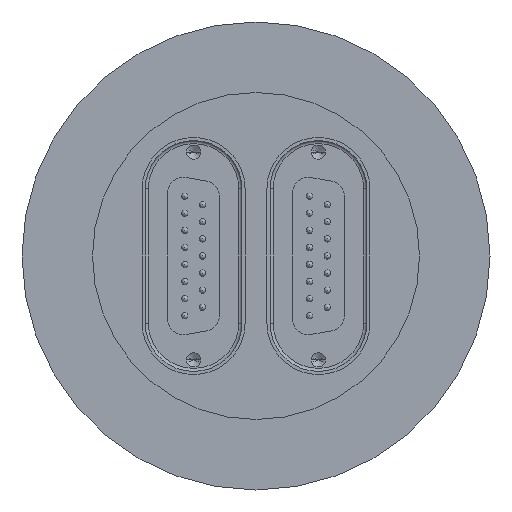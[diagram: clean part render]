
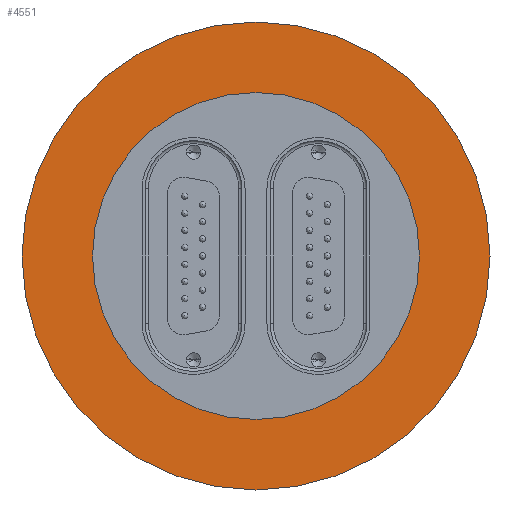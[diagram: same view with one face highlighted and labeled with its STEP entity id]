
A CAD part, left-side view. The second image highlights one B-rep face of the part: STEP entity #4551.
In plain terms, the highlighted planar face has unit normal (-1, 0, 0).
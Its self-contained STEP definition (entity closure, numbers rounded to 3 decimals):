
#40 = CARTESIAN_POINT ( 'NONE',  ( 0., 0., 0. ) ) ;
#99 = DIRECTION ( 'NONE',  ( -1., 0., 0. ) ) ;
#405 = CARTESIAN_POINT ( 'NONE',  ( 0., 0., 0. ) ) ;
#422 = EDGE_CURVE ( 'NONE', #3517, #3841, #9948, .T. ) ;
#791 = DIRECTION ( 'NONE',  ( 1., 0., 0. ) ) ;
#1115 = CARTESIAN_POINT ( 'NONE',  ( 0., 0., 0. ) ) ;
#1233 = CIRCLE ( 'NONE', #3623, 37.5 ) ;
#1658 = CARTESIAN_POINT ( 'NONE',  ( 0., 0., -37.5 ) ) ;
#1999 = CARTESIAN_POINT ( 'NONE',  ( 0., 0., -37.5 ) ) ;
#2026 = EDGE_LOOP ( 'NONE', ( #8290, #8608 ) ) ;
#2032 = VERTEX_POINT ( 'NONE', #4058 ) ;
#2444 = AXIS2_PLACEMENT_3D ( 'NONE', #405, #2885, #6371 ) ;
#2470 = CIRCLE ( 'NONE', #8864, 37.5 ) ;
#2583 = DIRECTION ( 'NONE',  ( 0., 0., 1. ) ) ;
#2587 = ORIENTED_EDGE ( 'NONE', *, *, #2603, .T. ) ;
#2603 = EDGE_CURVE ( 'NONE', #8480, #2032, #1233, .T. ) ;
#2800 = EDGE_CURVE ( 'NONE', #3841, #3517, #10776, .T. ) ;
#2885 = DIRECTION ( 'NONE',  ( -1., 0., 0. ) ) ;
#3496 = CARTESIAN_POINT ( 'NONE',  ( 0., 0., 0. ) ) ;
#3517 = VERTEX_POINT ( 'NONE', #5436 ) ;
#3623 = AXIS2_PLACEMENT_3D ( 'NONE', #1115, #99, #9913 ) ;
#3825 = AXIS2_PLACEMENT_3D ( 'NONE', #40, #9868, #5330 ) ;
#3841 = VERTEX_POINT ( 'NONE', #7258 ) ;
#4058 = CARTESIAN_POINT ( 'NONE',  ( 0., 0., 37.5 ) ) ;
#4551 = ADVANCED_FACE ( 'NONE', ( #8599, #8647 ), #10328, .F. ) ;
#5008 = AXIS2_PLACEMENT_3D ( 'NONE', #1658, #791, #11283 ) ;
#5330 = DIRECTION ( 'NONE',  ( 0., 0., 1. ) ) ;
#5435 = ORIENTED_EDGE ( 'NONE', *, *, #6167, .T. ) ;
#5436 = CARTESIAN_POINT ( 'NONE',  ( 0., 0., 26.2 ) ) ;
#6167 = EDGE_CURVE ( 'NONE', #2032, #8480, #2470, .T. ) ;
#6371 = DIRECTION ( 'NONE',  ( 0., 0., 1. ) ) ;
#7258 = CARTESIAN_POINT ( 'NONE',  ( 0., 0., -26.2 ) ) ;
#8290 = ORIENTED_EDGE ( 'NONE', *, *, #422, .F. ) ;
#8480 = VERTEX_POINT ( 'NONE', #1999 ) ;
#8599 = FACE_BOUND ( 'NONE', #2026, .T. ) ;
#8608 = ORIENTED_EDGE ( 'NONE', *, *, #2800, .F. ) ;
#8647 = FACE_OUTER_BOUND ( 'NONE', #10772, .T. ) ;
#8864 = AXIS2_PLACEMENT_3D ( 'NONE', #3496, #10435, #2583 ) ;
#9868 = DIRECTION ( 'NONE',  ( -1., 0., 0. ) ) ;
#9913 = DIRECTION ( 'NONE',  ( 0., 0., 1. ) ) ;
#9948 = CIRCLE ( 'NONE', #2444, 26.2 ) ;
#10328 = PLANE ( 'NONE',  #5008 ) ;
#10435 = DIRECTION ( 'NONE',  ( -1., 0., 0. ) ) ;
#10772 = EDGE_LOOP ( 'NONE', ( #5435, #2587 ) ) ;
#10776 = CIRCLE ( 'NONE', #3825, 26.2 ) ;
#11283 = DIRECTION ( 'NONE',  ( 0., 0., -1. ) ) ;
